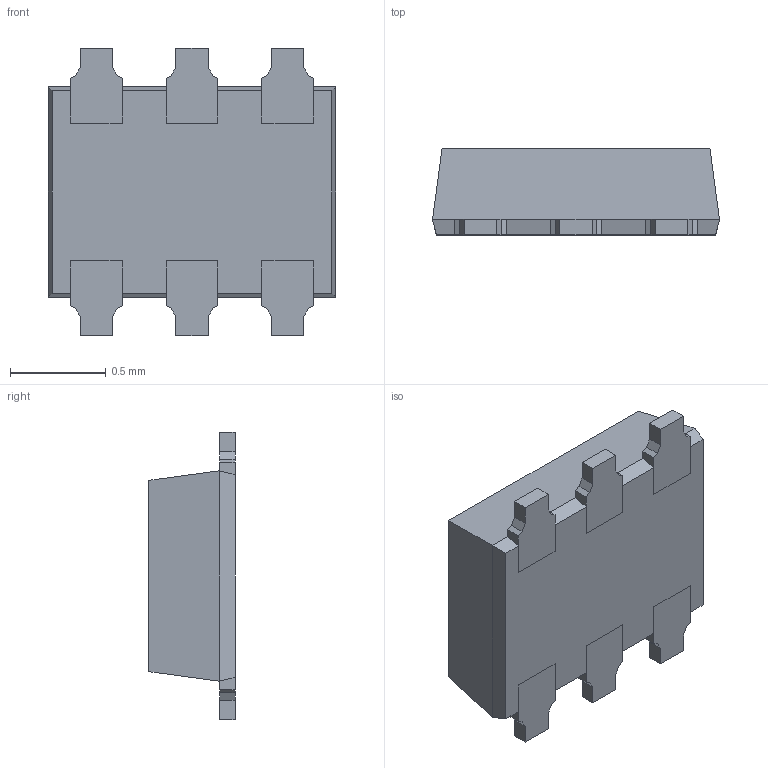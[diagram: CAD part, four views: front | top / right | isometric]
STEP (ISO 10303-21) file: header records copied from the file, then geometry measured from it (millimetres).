
FILE_DESCRIPTION(/* description */ ('STEP AP214','CAx-IF Rec.Pracs.---Representation and Presentation of Product Manufacturing Information (PMI)---4.0---2014-10-13'),/* implementation_level */ '2;1');
FILE_NAME(/* name */ 'USBLC6-2P6.step',/* time_stamp */ '2025-02-24T21:31:22-05:00',/* author */ (''),/* organization */ (''),/* preprocessor_version */ 'ST-DEVELOPER v20',/* originating_system */ 'Autodesk Translation Framework v13.20.0.188',/* authorisation */ '');
FILE_SCHEMA (('AP242_MANAGED_MODEL_BASED_3D_ENGINEERING_MIM_LF { 1 0 10303 442 1 1 4 }'));
Length unit declared in the file: millimetre
Products named in the file (1): USBLC6-2P6
Bounding box: 1.5 x 0.45 x 1.5 mm (x, y, z)
Volume: 0.7 mm3; surface area: 7.1 mm2
Topology: 7 solids, 7 shells, 112 faces, 278 edges, 180 vertices
Faces by surface type: plane 112
Entity records: 3394 total; most frequent: CARTESIAN_POINT 571, ORIENTED_EDGE 556, DIRECTION 504, LINE 278, VECTOR 278, EDGE_CURVE 278, VERTEX_POINT 180, STYLED_ITEM 119
